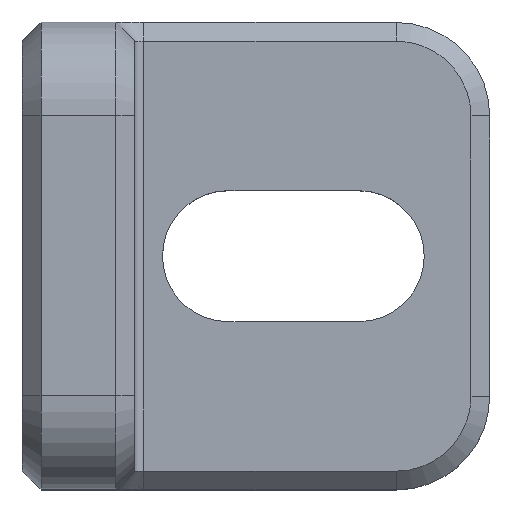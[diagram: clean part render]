
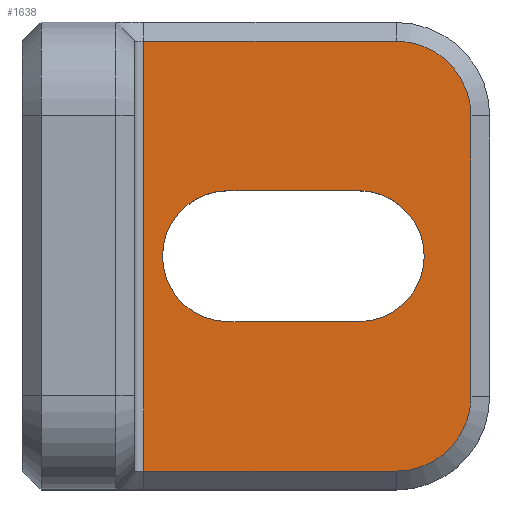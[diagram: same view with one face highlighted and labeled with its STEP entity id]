
A CAD part, top view. The second image highlights one B-rep face of the part: STEP entity #1638.
In plain terms, the highlighted planar face has unit normal (0, 0, 1).
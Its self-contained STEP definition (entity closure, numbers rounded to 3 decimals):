
#32=FACE_BOUND('',#285,.T.);
#98=PLANE('',#1748);
#186=FACE_OUTER_BOUND('',#284,.T.);
#284=EDGE_LOOP('',(#1497,#1498,#1499,#1500,#1501,#1502));
#285=EDGE_LOOP('',(#1503,#1504,#1505,#1506));
#311=CIRCLE('',#1717,4.);
#315=CIRCLE('',#1725,4.);
#322=CIRCLE('',#1749,3.5);
#323=CIRCLE('',#1750,3.5);
#491=LINE('',#3388,#639);
#498=LINE('',#3410,#646);
#502=LINE('',#3417,#650);
#511=LINE('',#3442,#659);
#525=LINE('',#3478,#673);
#526=LINE('',#3482,#674);
#639=VECTOR('',#1977,10.);
#646=VECTOR('',#2000,10.);
#650=VECTOR('',#2006,10.);
#659=VECTOR('',#2035,10.);
#673=VECTOR('',#2081,10.);
#674=VECTOR('',#2084,10.);
#803=VERTEX_POINT('',#3376);
#806=VERTEX_POINT('',#3386);
#809=VERTEX_POINT('',#3397);
#810=VERTEX_POINT('',#3401);
#813=VERTEX_POINT('',#3408);
#814=VERTEX_POINT('',#3413);
#826=VERTEX_POINT('',#3476);
#827=VERTEX_POINT('',#3477);
#828=VERTEX_POINT('',#3479);
#829=VERTEX_POINT('',#3481);
#1012=EDGE_CURVE('',#806,#803,#491,.T.);
#1018=EDGE_CURVE('',#809,#806,#311,.T.);
#1023=EDGE_CURVE('',#813,#809,#498,.T.);
#1027=EDGE_CURVE('',#810,#814,#502,.T.);
#1029=EDGE_CURVE('',#814,#813,#315,.T.);
#1040=EDGE_CURVE('',#803,#810,#511,.T.);
#1058=EDGE_CURVE('',#826,#827,#525,.T.);
#1059=EDGE_CURVE('',#827,#828,#322,.T.);
#1060=EDGE_CURVE('',#828,#829,#526,.T.);
#1061=EDGE_CURVE('',#829,#826,#323,.T.);
#1497=ORIENTED_EDGE('',*,*,#1027,.F.);
#1498=ORIENTED_EDGE('',*,*,#1040,.F.);
#1499=ORIENTED_EDGE('',*,*,#1012,.F.);
#1500=ORIENTED_EDGE('',*,*,#1018,.F.);
#1501=ORIENTED_EDGE('',*,*,#1023,.F.);
#1502=ORIENTED_EDGE('',*,*,#1029,.F.);
#1503=ORIENTED_EDGE('',*,*,#1058,.T.);
#1504=ORIENTED_EDGE('',*,*,#1059,.T.);
#1505=ORIENTED_EDGE('',*,*,#1060,.T.);
#1506=ORIENTED_EDGE('',*,*,#1061,.T.);
#1638=ADVANCED_FACE('',(#186,#32),#98,.T.);
#1717=AXIS2_PLACEMENT_3D('',#3399,#1988,#1989);
#1725=AXIS2_PLACEMENT_3D('',#3420,#2011,#2012);
#1748=AXIS2_PLACEMENT_3D('',#3475,#2079,#2080);
#1749=AXIS2_PLACEMENT_3D('',#3480,#2082,#2083);
#1750=AXIS2_PLACEMENT_3D('',#3483,#2085,#2086);
#1977=DIRECTION('',(-1.,0.,0.));
#1988=DIRECTION('center_axis',(0.,0.,-1.));
#1989=DIRECTION('ref_axis',(0.707,-0.707,0.));
#2000=DIRECTION('',(0.,-1.,0.));
#2006=DIRECTION('',(1.,0.,0.));
#2011=DIRECTION('center_axis',(0.,0.,-1.));
#2012=DIRECTION('ref_axis',(0.707,0.707,0.));
#2035=DIRECTION('',(0.,1.,0.));
#2079=DIRECTION('center_axis',(0.,0.,1.));
#2080=DIRECTION('ref_axis',(1.,0.,0.));
#2081=DIRECTION('',(1.,0.,0.));
#2082=DIRECTION('center_axis',(0.,0.,-1.));
#2083=DIRECTION('ref_axis',(0.,-1.,0.));
#2084=DIRECTION('',(-1.,0.,0.));
#2085=DIRECTION('center_axis',(0.,0.,-1.));
#2086=DIRECTION('ref_axis',(0.,1.,0.));
#3376=CARTESIAN_POINT('',(6.5,1.,6.));
#3386=CARTESIAN_POINT('',(20.,1.,6.));
#3388=CARTESIAN_POINT('',(9.25,1.,6.));
#3397=CARTESIAN_POINT('',(24.,5.,6.));
#3399=CARTESIAN_POINT('Origin',(20.,5.,6.));
#3401=CARTESIAN_POINT('',(6.5,24.,6.));
#3408=CARTESIAN_POINT('',(24.,20.,6.));
#3410=CARTESIAN_POINT('',(24.,0.,6.));
#3413=CARTESIAN_POINT('',(20.,24.,6.));
#3417=CARTESIAN_POINT('',(9.25,24.,6.));
#3420=CARTESIAN_POINT('Origin',(20.,20.,6.));
#3442=CARTESIAN_POINT('',(6.5,0.,6.));
#3475=CARTESIAN_POINT('Origin',(6.,0.,6.));
#3476=CARTESIAN_POINT('',(11.,16.,6.));
#3477=CARTESIAN_POINT('',(18.,16.,6.));
#3478=CARTESIAN_POINT('',(8.5,16.,6.));
#3479=CARTESIAN_POINT('',(18.,9.,6.));
#3480=CARTESIAN_POINT('Origin',(18.,12.5,6.));
#3481=CARTESIAN_POINT('',(11.,9.,6.));
#3482=CARTESIAN_POINT('',(12.,9.,6.));
#3483=CARTESIAN_POINT('Origin',(11.,12.5,6.));
